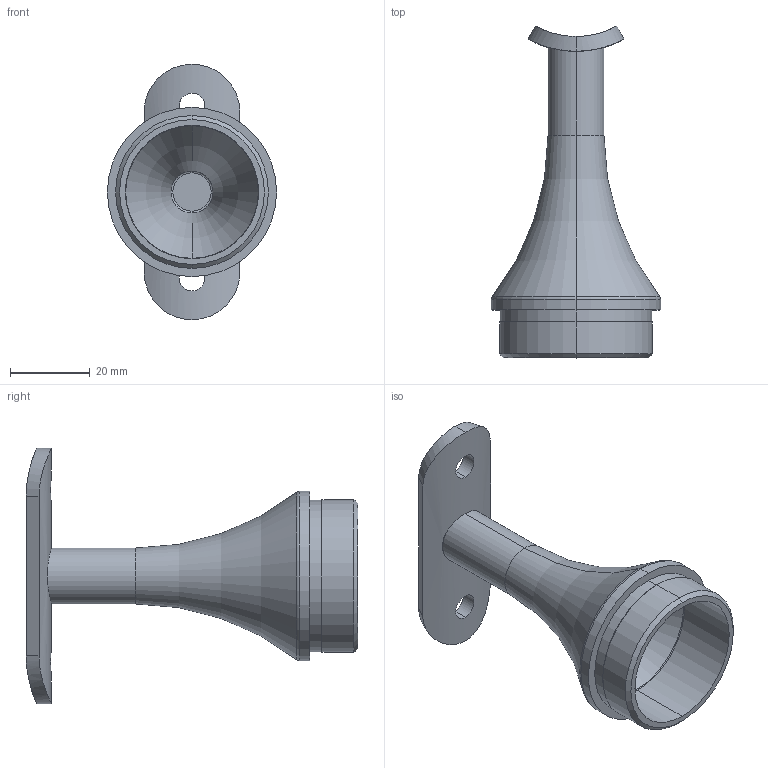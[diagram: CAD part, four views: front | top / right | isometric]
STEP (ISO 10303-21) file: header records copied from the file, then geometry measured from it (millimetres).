
FILE_DESCRIPTION (( 'STEP AP203' ), '1' );
FILE_NAME ('A_0713-242.STEP', '2021-11-19T08:29:19', ( '' ), ( '' ), 'SwSTEP 2.0', 'SolidWorks 2019', '' );
FILE_SCHEMA (( 'CONFIG_CONTROL_DESIGN' ));
Length unit declared in the file: millimetre
Products named in the file (4): Skrutka DIN 7991_Skrutka M 6x 12; A_0713-242; A_0713-242.P1; A_0713-242.P2
Assembly tree (3 placements, depth 2):
  A_0713-242
    A_0713-242.P1
    A_0713-242.P2
    Skrutka DIN 7991_Skrutka M 6x 12
Bounding box: 42.4 x 83.12 x 64 mm (x, y, z)
Volume: 21818.3 mm3; surface area: 14371.7 mm2
Topology: 3 solids, 3 shells, 69 faces, 148 edges, 89 vertices
Faces by surface type: cylinder 26, plane 17, cone 12, torus 10, bspline 4
Entity records: 3242 total; most frequent: CARTESIAN_POINT 1340, DIRECTION 328, ORIENTED_EDGE 292, EDGE_CURVE 146, AXIS2_PLACEMENT_3D 133, VERTEX_POINT 89, EDGE_LOOP 81, FACE_OUTER_BOUND 69
